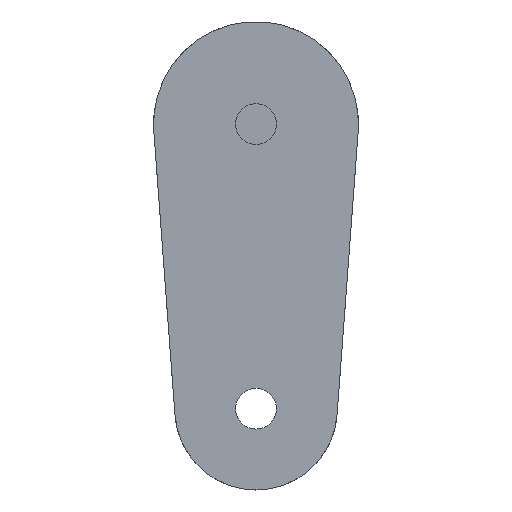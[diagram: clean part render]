
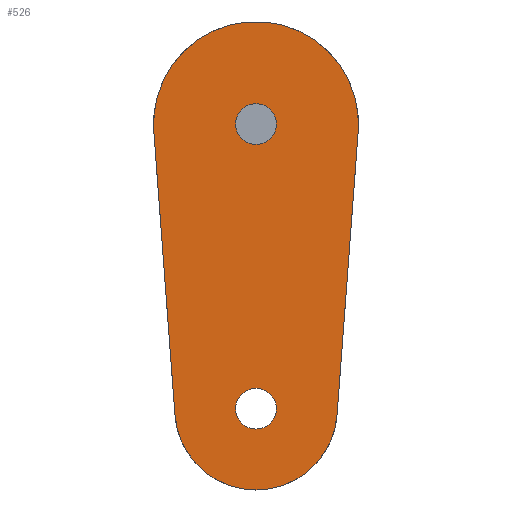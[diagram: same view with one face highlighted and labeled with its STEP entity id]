
A CAD part, left-side view. The second image highlights one B-rep face of the part: STEP entity #526.
In plain terms, the highlighted planar face has unit normal (-1, 0, 0).
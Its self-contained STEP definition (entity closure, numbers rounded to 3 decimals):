
#14=FACE_BOUND('',#93,.T.);
#15=FACE_BOUND('',#94,.T.);
#35=PLANE('',#590);
#62=FACE_OUTER_BOUND('',#92,.T.);
#92=EDGE_LOOP('',(#448,#449,#450,#451));
#93=EDGE_LOOP('',(#452));
#94=EDGE_LOOP('',(#453));
#117=LINE('',#819,#168);
#145=LINE('',#890,#196);
#168=VECTOR('',#662,10.);
#196=VECTOR('',#732,10.);
#210=CIRCLE('',#560,2.5);
#213=CIRCLE('',#565,2.5);
#217=CIRCLE('',#578,12.6);
#224=CIRCLE('',#591,10.);
#233=VERTEX_POINT('',#778);
#236=VERTEX_POINT('',#788);
#248=VERTEX_POINT('',#816);
#249=VERTEX_POINT('',#818);
#264=VERTEX_POINT('',#860);
#271=VERTEX_POINT('',#888);
#283=EDGE_CURVE('',#233,#233,#210,.T.);
#288=EDGE_CURVE('',#236,#236,#213,.T.);
#302=EDGE_CURVE('',#249,#248,#117,.T.);
#323=EDGE_CURVE('',#249,#264,#217,.T.);
#338=EDGE_CURVE('',#271,#248,#224,.T.);
#339=EDGE_CURVE('',#264,#271,#145,.T.);
#448=ORIENTED_EDGE('',*,*,#302,.T.);
#449=ORIENTED_EDGE('',*,*,#338,.F.);
#450=ORIENTED_EDGE('',*,*,#339,.F.);
#451=ORIENTED_EDGE('',*,*,#323,.F.);
#452=ORIENTED_EDGE('',*,*,#288,.T.);
#453=ORIENTED_EDGE('',*,*,#283,.T.);
#526=ADVANCED_FACE('',(#62,#14,#15),#35,.F.);
#560=AXIS2_PLACEMENT_3D('',#779,#627,#628);
#565=AXIS2_PLACEMENT_3D('',#789,#639,#640);
#578=AXIS2_PLACEMENT_3D('',#861,#696,#697);
#590=AXIS2_PLACEMENT_3D('',#887,#728,#729);
#591=AXIS2_PLACEMENT_3D('',#889,#730,#731);
#627=DIRECTION('center_axis',(1.,0.,0.));
#628=DIRECTION('ref_axis',(0.,1.,0.));
#639=DIRECTION('center_axis',(1.,0.,0.));
#640=DIRECTION('ref_axis',(0.,1.,0.));
#662=DIRECTION('',(0.,-0.074,-0.997));
#696=DIRECTION('center_axis',(1.,0.,0.));
#697=DIRECTION('ref_axis',(0.,1.,0.));
#728=DIRECTION('center_axis',(1.,0.,0.));
#729=DIRECTION('ref_axis',(0.,1.,0.));
#730=DIRECTION('center_axis',(1.,0.,0.));
#731=DIRECTION('ref_axis',(0.,1.,0.));
#732=DIRECTION('',(0.,0.074,-0.997));
#778=CARTESIAN_POINT('',(0.,-2.5,-35.));
#779=CARTESIAN_POINT('Origin',(0.,0.,-35.));
#788=CARTESIAN_POINT('',(0.,-2.5,0.));
#789=CARTESIAN_POINT('Origin',(0.,0.,0.));
#816=CARTESIAN_POINT('',(0.,9.972,-35.743));
#818=CARTESIAN_POINT('',(0.,12.565,-0.936));
#819=CARTESIAN_POINT('',(0.,13.643,13.539));
#860=CARTESIAN_POINT('',(0.,-12.565,-0.936));
#861=CARTESIAN_POINT('Origin',(0.,0.,0.));
#887=CARTESIAN_POINT('Origin',(0.,0.,-16.2));
#888=CARTESIAN_POINT('',(0.,-9.972,-35.743));
#889=CARTESIAN_POINT('Origin',(0.,0.,-35.));
#890=CARTESIAN_POINT('',(0.,-13.369,9.848));
